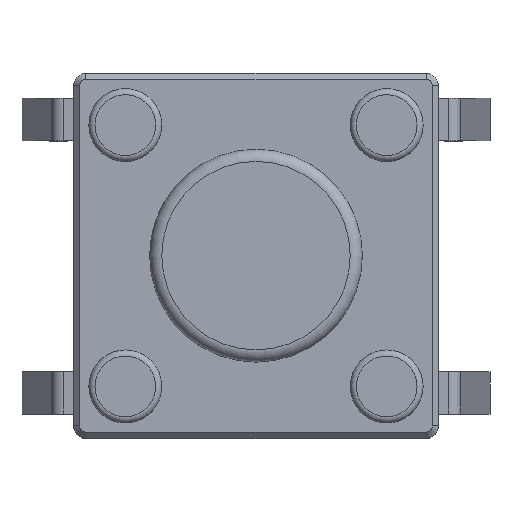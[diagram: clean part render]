
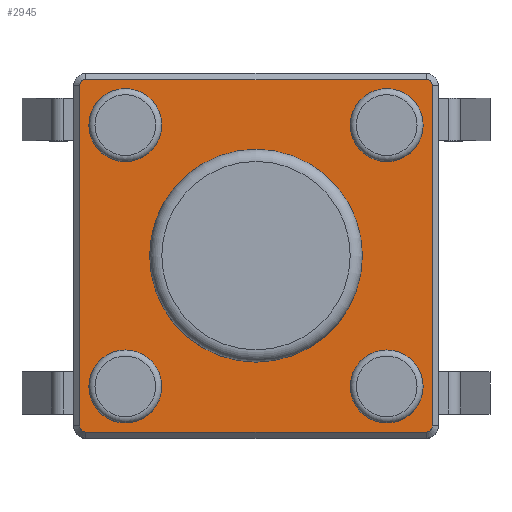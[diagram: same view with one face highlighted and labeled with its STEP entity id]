
A CAD part, top view. The second image highlights one B-rep face of the part: STEP entity #2945.
In plain terms, the highlighted face is planar.
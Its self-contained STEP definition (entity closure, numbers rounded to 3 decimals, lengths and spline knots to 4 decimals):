
#333=LINE('',#4373,#634);
#336=LINE('',#4381,#637);
#338=LINE('',#4388,#639);
#341=LINE('',#4395,#642);
#634=VECTOR('',#3630,5.6);
#637=VECTOR('',#3639,5.6);
#639=VECTOR('',#3647,5.6);
#642=VECTOR('',#3656,5.6);
#794=FACE_BOUND('',#1091,.T.);
#906=FACE_OUTER_BOUND('',#1090,.T.);
#1090=EDGE_LOOP('',(#2300,#2301,#2302,#2303,#2304,#2305,#2306,#2307));
#1091=EDGE_LOOP('',(#2308));
#1233=CIRCLE('',#3163,1.75);
#1234=CIRCLE('',#3165,0.1);
#1235=CIRCLE('',#3168,0.1);
#1236=CIRCLE('',#3171,0.1);
#1237=CIRCLE('',#3174,0.1);
#1372=VERTEX_POINT('',#4362);
#1373=VERTEX_POINT('',#4365);
#1374=VERTEX_POINT('',#4367);
#1375=VERTEX_POINT('',#4371);
#1376=VERTEX_POINT('',#4375);
#1377=VERTEX_POINT('',#4379);
#1378=VERTEX_POINT('',#4383);
#1379=VERTEX_POINT('',#4387);
#1380=VERTEX_POINT('',#4391);
#1701=EDGE_CURVE('',#1372,#1372,#1233,.T.);
#1704=EDGE_CURVE('',#1374,#1373,#1234,.T.);
#1706=EDGE_CURVE('',#1373,#1375,#333,.T.);
#1708=EDGE_CURVE('',#1375,#1376,#1235,.T.);
#1710=EDGE_CURVE('',#1376,#1377,#336,.T.);
#1712=EDGE_CURVE('',#1377,#1378,#1236,.T.);
#1713=EDGE_CURVE('',#1378,#1379,#338,.T.);
#1716=EDGE_CURVE('',#1379,#1380,#1237,.T.);
#1717=EDGE_CURVE('',#1380,#1374,#341,.T.);
#2300=ORIENTED_EDGE('',*,*,#1704,.F.);
#2301=ORIENTED_EDGE('',*,*,#1717,.F.);
#2302=ORIENTED_EDGE('',*,*,#1716,.F.);
#2303=ORIENTED_EDGE('',*,*,#1713,.F.);
#2304=ORIENTED_EDGE('',*,*,#1712,.F.);
#2305=ORIENTED_EDGE('',*,*,#1710,.F.);
#2306=ORIENTED_EDGE('',*,*,#1708,.F.);
#2307=ORIENTED_EDGE('',*,*,#1706,.F.);
#2308=ORIENTED_EDGE('',*,*,#1701,.F.);
#2805=PLANE('',#3176);
#2945=ADVANCED_FACE('',(#906,#794),#2805,.F.);
#3163=AXIS2_PLACEMENT_3D('',#4363,#3619,#3620);
#3165=AXIS2_PLACEMENT_3D('',#4369,#3625,#3626);
#3168=AXIS2_PLACEMENT_3D('',#4377,#3634,#3635);
#3171=AXIS2_PLACEMENT_3D('',#4385,#3643,#3644);
#3174=AXIS2_PLACEMENT_3D('',#4393,#3652,#3653);
#3176=AXIS2_PLACEMENT_3D('',#4396,#3657,#3658);
#3619=DIRECTION('center_axis',(0.,1.,0.));
#3620=DIRECTION('ref_axis',(-1.,0.,0.));
#3625=DIRECTION('center_axis',(0.,-1.,0.));
#3626=DIRECTION('ref_axis',(0.707,0.,0.707));
#3630=DIRECTION('',(-1.,0.,0.));
#3634=DIRECTION('center_axis',(0.,-1.,0.));
#3635=DIRECTION('ref_axis',(-0.707,0.,0.707));
#3639=DIRECTION('',(0.,0.,-1.));
#3643=DIRECTION('center_axis',(0.,-1.,0.));
#3644=DIRECTION('ref_axis',(-0.707,0.,-0.707));
#3647=DIRECTION('',(1.,0.,0.));
#3652=DIRECTION('center_axis',(0.,-1.,0.));
#3653=DIRECTION('ref_axis',(0.707,0.,-0.707));
#3656=DIRECTION('',(0.,0.,1.));
#3657=DIRECTION('center_axis',(0.,-1.,0.));
#3658=DIRECTION('ref_axis',(1.,0.,0.));
#4362=CARTESIAN_POINT('',(-1.75,3.6,0.));
#4363=CARTESIAN_POINT('Origin',(0.,3.6,0.));
#4365=CARTESIAN_POINT('',(2.8,3.6,2.9));
#4367=CARTESIAN_POINT('',(2.9,3.6,2.8));
#4369=CARTESIAN_POINT('Origin',(2.8,3.6,2.8));
#4371=CARTESIAN_POINT('',(-2.8,3.6,2.9));
#4373=CARTESIAN_POINT('',(-3.,3.6,2.9));
#4375=CARTESIAN_POINT('',(-2.9,3.6,2.8));
#4377=CARTESIAN_POINT('Origin',(-2.8,3.6,2.8));
#4379=CARTESIAN_POINT('',(-2.9,3.6,-2.8));
#4381=CARTESIAN_POINT('',(-2.9,3.6,3.));
#4383=CARTESIAN_POINT('',(-2.8,3.6,-2.9));
#4385=CARTESIAN_POINT('Origin',(-2.8,3.6,-2.8));
#4387=CARTESIAN_POINT('',(2.8,3.6,-2.9));
#4388=CARTESIAN_POINT('',(-3.,3.6,-2.9));
#4391=CARTESIAN_POINT('',(2.9,3.6,-2.8));
#4393=CARTESIAN_POINT('Origin',(2.8,3.6,-2.8));
#4395=CARTESIAN_POINT('',(2.9,3.6,3.));
#4396=CARTESIAN_POINT('Origin',(-3.,3.6,3.));
